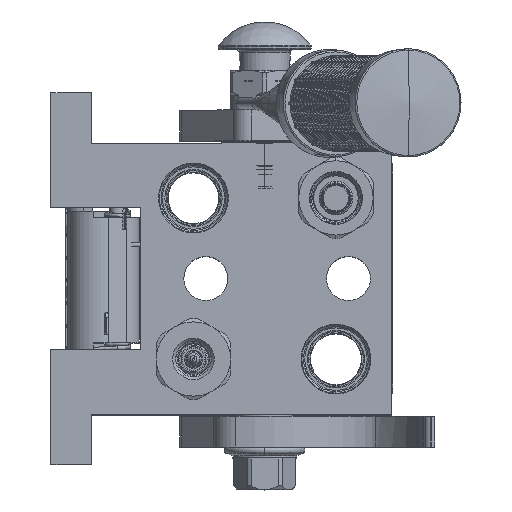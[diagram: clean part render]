
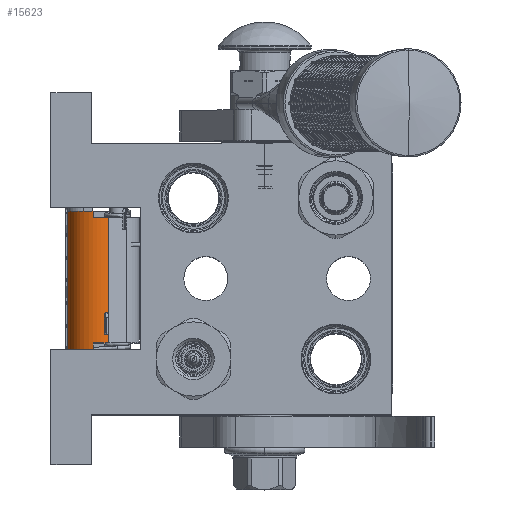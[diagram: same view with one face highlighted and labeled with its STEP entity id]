
A CAD part, top view. The second image highlights one B-rep face of the part: STEP entity #15623.
In plain terms, the highlighted cylindrical face has radius 9.5 mm (diameter 19 mm), a partial arc.
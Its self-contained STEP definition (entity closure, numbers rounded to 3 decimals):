
#711 = ORIENTED_EDGE ( 'NONE', *, *, #187215, .T. ) ;
#7803 = AXIS2_PLACEMENT_3D ( 'NONE', #115234, #100363, #148533 ) ;
#8227 = LINE ( 'NONE', #138883, #28501 ) ;
#14001 = EDGE_CURVE ( 'NONE', #16815, #34295, #101533, .T. ) ;
#15623 = ADVANCED_FACE ( 'NONE', ( #133833 ), #78203, .T. ) ;
#16815 = VERTEX_POINT ( 'NONE', #90822 ) ;
#22084 = VECTOR ( 'NONE', #105145, 1000. ) ;
#23740 = CARTESIAN_POINT ( 'NONE',  ( -20.25, -5.154, -56.269 ) ) ;
#25471 = AXIS2_PLACEMENT_3D ( 'NONE', #174876, #156442, #142949 ) ;
#28501 = VECTOR ( 'NONE', #205418, 1000. ) ;
#34295 = VERTEX_POINT ( 'NONE', #132216 ) ;
#36983 = CIRCLE ( 'NONE', #127615, 9.5 ) ;
#37259 = LINE ( 'NONE', #23740, #22084 ) ;
#37653 = EDGE_CURVE ( 'NONE', #34295, #136040, #116103, .T. ) ;
#37788 = VECTOR ( 'NONE', #134995, 1000. ) ;
#41826 = CARTESIAN_POINT ( 'NONE',  ( 20.25, -1.5, -47.5 ) ) ;
#43833 = VERTEX_POINT ( 'NONE', #58994 ) ;
#45168 = ORIENTED_EDGE ( 'NONE', *, *, #153248, .T. ) ;
#46487 = CIRCLE ( 'NONE', #7803, 9.5 ) ;
#46491 = ORIENTED_EDGE ( 'NONE', *, *, #14001, .F. ) ;
#58485 = VECTOR ( 'NONE', #141492, 1000. ) ;
#58994 = CARTESIAN_POINT ( 'NONE',  ( -20.25, -5.154, -56.269 ) ) ;
#62674 = EDGE_CURVE ( 'NONE', #119749, #129987, #8227, .T. ) ;
#71164 = CARTESIAN_POINT ( 'NONE',  ( -22.25, 0., -56.881 ) ) ;
#71700 = CARTESIAN_POINT ( 'NONE',  ( 22.25, -1.5, -47.5 ) ) ;
#74131 = ORIENTED_EDGE ( 'NONE', *, *, #100415, .F. ) ;
#74779 = EDGE_LOOP ( 'NONE', ( #74131, #111167, #179769, #45168, #711, #82146, #46491, #159758 ) ) ;
#78203 = CYLINDRICAL_SURFACE ( 'NONE', #25471, 9.5 ) ;
#82146 = ORIENTED_EDGE ( 'NONE', *, *, #37653, .F. ) ;
#90822 = CARTESIAN_POINT ( 'NONE',  ( 20.25, 0., -56.881 ) ) ;
#93209 = CARTESIAN_POINT ( 'NONE',  ( 22.25, 8., -47.5 ) ) ;
#97528 = DIRECTION ( 'NONE',  ( 0., 0.158, -0.987 ) ) ;
#100363 = DIRECTION ( 'NONE',  ( 1., 0., 0. ) ) ;
#100415 = EDGE_CURVE ( 'NONE', #43833, #104357, #37259, .T. ) ;
#101533 = LINE ( 'NONE', #159831, #58485 ) ;
#103149 = CARTESIAN_POINT ( 'NONE',  ( -22.25, 8., -47.5 ) ) ;
#104295 = DIRECTION ( 'NONE',  ( 0., 0.158, -0.987 ) ) ;
#104357 = VERTEX_POINT ( 'NONE', #201994 ) ;
#105145 = DIRECTION ( 'NONE',  ( 1., 0., 0. ) ) ;
#111167 = ORIENTED_EDGE ( 'NONE', *, *, #150725, .T. ) ;
#115234 = CARTESIAN_POINT ( 'NONE',  ( -20.25, -1.5, -47.5 ) ) ;
#116103 = CIRCLE ( 'NONE', #160835, 9.5 ) ;
#119749 = VERTEX_POINT ( 'NONE', #71164 ) ;
#122867 = EDGE_CURVE ( 'NONE', #104357, #16815, #36983, .T. ) ;
#123590 = CARTESIAN_POINT ( 'NONE',  ( -20.25, 0., -56.881 ) ) ;
#124590 = AXIS2_PLACEMENT_3D ( 'NONE', #144372, #127300, #97528 ) ;
#127300 = DIRECTION ( 'NONE',  ( 1., 0., 0. ) ) ;
#127615 = AXIS2_PLACEMENT_3D ( 'NONE', #41826, #204789, #187787 ) ;
#129987 = VERTEX_POINT ( 'NONE', #123590 ) ;
#132216 = CARTESIAN_POINT ( 'NONE',  ( 22.25, 0., -56.881 ) ) ;
#133833 = FACE_OUTER_BOUND ( 'NONE', #74779, .T. ) ;
#134995 = DIRECTION ( 'NONE',  ( 1., 0., 0. ) ) ;
#136040 = VERTEX_POINT ( 'NONE', #93209 ) ;
#138883 = CARTESIAN_POINT ( 'NONE',  ( -22.25, 0., -56.881 ) ) ;
#141492 = DIRECTION ( 'NONE',  ( 1., 0., 0. ) ) ;
#142949 = DIRECTION ( 'NONE',  ( 0., -1., 0. ) ) ;
#144372 = CARTESIAN_POINT ( 'NONE',  ( -22.25, -1.5, -47.5 ) ) ;
#148533 = DIRECTION ( 'NONE',  ( 0., -0.385, -0.923 ) ) ;
#150262 = VERTEX_POINT ( 'NONE', #174213 ) ;
#150725 = EDGE_CURVE ( 'NONE', #43833, #129987, #46487, .T. ) ;
#153173 = DIRECTION ( 'NONE',  ( 1., 0., 0. ) ) ;
#153248 = EDGE_CURVE ( 'NONE', #119749, #150262, #192859, .T. ) ;
#156442 = DIRECTION ( 'NONE',  ( -1., 0., 0. ) ) ;
#159758 = ORIENTED_EDGE ( 'NONE', *, *, #122867, .F. ) ;
#159831 = CARTESIAN_POINT ( 'NONE',  ( 20.25, 0., -56.881 ) ) ;
#160835 = AXIS2_PLACEMENT_3D ( 'NONE', #71700, #153173, #104295 ) ;
#161974 = LINE ( 'NONE', #103149, #37788 ) ;
#174213 = CARTESIAN_POINT ( 'NONE',  ( -22.25, 8., -47.5 ) ) ;
#174876 = CARTESIAN_POINT ( 'NONE',  ( -22.25, -1.5, -47.5 ) ) ;
#179769 = ORIENTED_EDGE ( 'NONE', *, *, #62674, .F. ) ;
#187215 = EDGE_CURVE ( 'NONE', #150262, #136040, #161974, .T. ) ;
#187787 = DIRECTION ( 'NONE',  ( 0., -0.385, -0.923 ) ) ;
#192859 = CIRCLE ( 'NONE', #124590, 9.5 ) ;
#201994 = CARTESIAN_POINT ( 'NONE',  ( 20.25, -5.154, -56.269 ) ) ;
#204789 = DIRECTION ( 'NONE',  ( 1., 0., 0. ) ) ;
#205418 = DIRECTION ( 'NONE',  ( 1., 0., 0. ) ) ;
